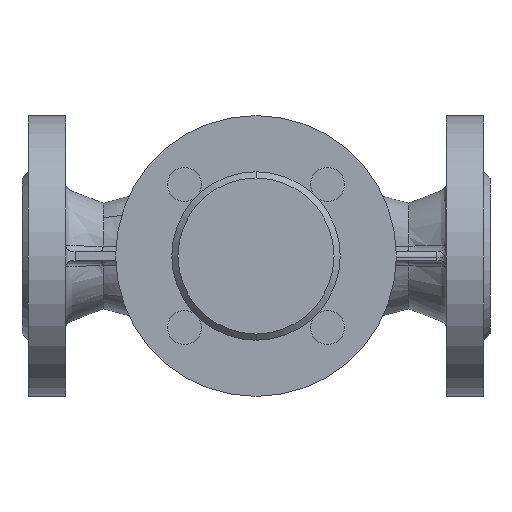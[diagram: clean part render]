
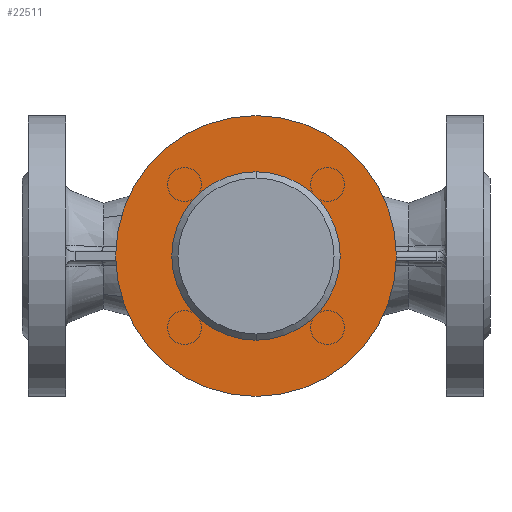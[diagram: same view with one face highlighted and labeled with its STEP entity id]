
A CAD part, front view. The second image highlights one B-rep face of the part: STEP entity #22511.
In plain terms, the highlighted planar face has unit normal (0, -1, 0).
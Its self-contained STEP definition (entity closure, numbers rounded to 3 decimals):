
#3400 = EDGE_LOOP ( 'NONE', ( #23255, #29138 ) ) ;
#19176 = CARTESIAN_POINT ( 'NONE',  ( 0., -68.173, 0. ) ) ;
#19178 = DIRECTION ( 'NONE',  ( 0., 1., 0. ) ) ;
#19180 = DIRECTION ( 'NONE',  ( 0., 0., 1. ) ) ;
#22511 = ADVANCED_FACE ( 'NONE', ( #71147, #71161 ), #71163, .F. ) ;
#23253 = ORIENTED_EDGE ( 'NONE', *, *, #71888, .T. ) ;
#23255 = ORIENTED_EDGE ( 'NONE', *, *, #30819, .F. ) ;
#26158 = CARTESIAN_POINT ( 'NONE',  ( 0., -68.173, 0. ) ) ;
#26159 = DIRECTION ( 'NONE',  ( 0., 1., 0. ) ) ;
#26160 = DIRECTION ( 'NONE',  ( 0., 0., 1. ) ) ;
#26927 = CARTESIAN_POINT ( 'NONE',  ( 0., -68.173, -45.135 ) ) ;
#26930 = CARTESIAN_POINT ( 'NONE',  ( 0., -68.173, 45.135 ) ) ;
#26935 = CARTESIAN_POINT ( 'NONE',  ( 0., -68.173, -27.081 ) ) ;
#26937 = CARTESIAN_POINT ( 'NONE',  ( 0., -68.173, 27.081 ) ) ;
#29134 = ORIENTED_EDGE ( 'NONE', *, *, #69823, .T. ) ;
#29138 = ORIENTED_EDGE ( 'NONE', *, *, #30613, .F. ) ;
#30613 = EDGE_CURVE ( 'NONE', #75431, #75434, #44431, .T. ) ;
#30819 = EDGE_CURVE ( 'NONE', #75434, #75431, #43603, .T. ) ;
#31836 = EDGE_LOOP ( 'NONE', ( #23253, #29134 ) ) ;
#32702 = CIRCLE ( 'NONE', #32841, 27.081 ) ;
#32726 = AXIS2_PLACEMENT_3D ( 'NONE', #19176, #19178, #19180 ) ;
#32841 = AXIS2_PLACEMENT_3D ( 'NONE', #26158, #26159, #26160 ) ;
#32843 = CIRCLE ( 'NONE', #32726, 27.081 ) ;
#37292 = CARTESIAN_POINT ( 'NONE',  ( 0., -68.173, 0. ) ) ;
#37293 = DIRECTION ( 'NONE',  ( 0., 1., 0. ) ) ;
#37294 = DIRECTION ( 'NONE',  ( 0., 0., 1. ) ) ;
#38988 = CARTESIAN_POINT ( 'NONE',  ( 0., -68.173, 0. ) ) ;
#38989 = DIRECTION ( 'NONE',  ( 0., 1., 0. ) ) ;
#38990 = DIRECTION ( 'NONE',  ( 0., 0., 1. ) ) ;
#43601 = AXIS2_PLACEMENT_3D ( 'NONE', #37292, #37293, #37294 ) ;
#43603 = CIRCLE ( 'NONE', #43601, 45.135 ) ;
#44358 = AXIS2_PLACEMENT_3D ( 'NONE', #38988, #38989, #38990 ) ;
#44431 = CIRCLE ( 'NONE', #44358, 45.135 ) ;
#45207 = AXIS2_PLACEMENT_3D ( 'NONE', #71146, #71166, #71167 ) ;
#69823 = EDGE_CURVE ( 'NONE', #75439, #75441, #32843, .T. ) ;
#71146 = CARTESIAN_POINT ( 'NONE',  ( 45.135, -68.173, 0. ) ) ;
#71147 = FACE_OUTER_BOUND ( 'NONE', #3400, .T. ) ;
#71161 = FACE_BOUND ( 'NONE', #31836, .T. ) ;
#71163 = PLANE ( 'NONE',  #45207 ) ;
#71166 = DIRECTION ( 'NONE',  ( 0., 1., 0. ) ) ;
#71167 = DIRECTION ( 'NONE',  ( 0., 0., 1. ) ) ;
#71888 = EDGE_CURVE ( 'NONE', #75441, #75439, #32702, .T. ) ;
#75431 = VERTEX_POINT ( 'NONE', #26927 ) ;
#75434 = VERTEX_POINT ( 'NONE', #26930 ) ;
#75439 = VERTEX_POINT ( 'NONE', #26935 ) ;
#75441 = VERTEX_POINT ( 'NONE', #26937 ) ;
